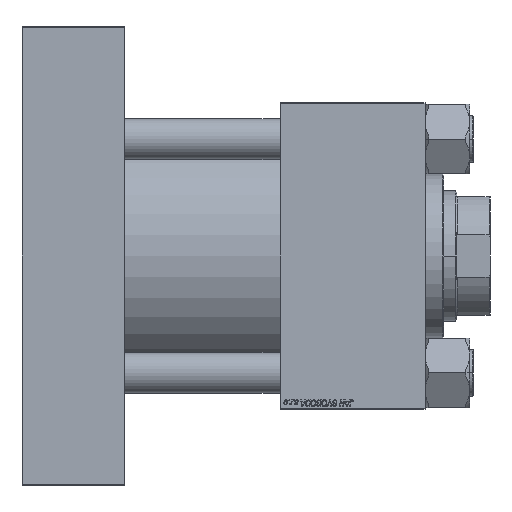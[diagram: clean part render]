
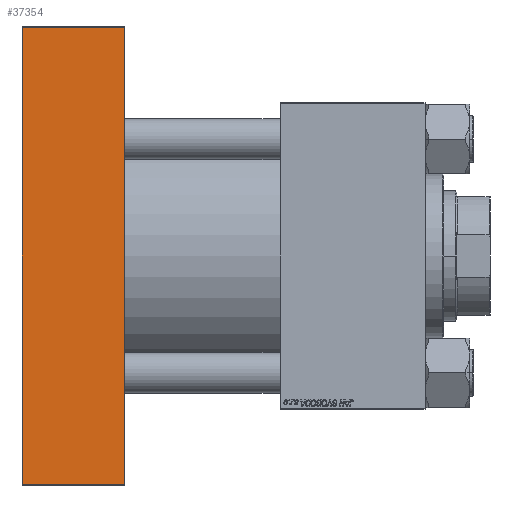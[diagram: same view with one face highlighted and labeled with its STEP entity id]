
A CAD part, front view. The second image highlights one B-rep face of the part: STEP entity #37354.
In plain terms, the highlighted planar face has unit normal (0, -1, 0).
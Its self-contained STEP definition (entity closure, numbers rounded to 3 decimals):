
#1863 = LINE ( 'NONE', #13152, #25120 ) ;
#2745 = VECTOR ( 'NONE', #35481, 1000. ) ;
#3978 = PLANE ( 'NONE',  #32612 ) ;
#4473 = DIRECTION ( 'NONE',  ( 0., 0., 1. ) ) ;
#6969 = LINE ( 'NONE', #49784, #23523 ) ;
#8451 = CARTESIAN_POINT ( 'NONE',  ( 0., -82.5, -123. ) ) ;
#8839 = CARTESIAN_POINT ( 'NONE',  ( 55., -82.5, 123. ) ) ;
#9904 = EDGE_CURVE ( 'NONE', #27583, #44542, #1863, .T. ) ;
#11808 = EDGE_CURVE ( 'NONE', #27969, #44542, #6969, .T. ) ;
#13152 = CARTESIAN_POINT ( 'NONE',  ( 55., -82.5, -123. ) ) ;
#14981 = DIRECTION ( 'NONE',  ( 0., 0., -1. ) ) ;
#15591 = ORIENTED_EDGE ( 'NONE', *, *, #11808, .F. ) ;
#16785 = LINE ( 'NONE', #8839, #2745 ) ;
#22144 = ORIENTED_EDGE ( 'NONE', *, *, #9904, .T. ) ;
#22853 = DIRECTION ( 'NONE',  ( 0., 0., -1. ) ) ;
#23523 = VECTOR ( 'NONE', #22853, 1000. ) ;
#24670 = DIRECTION ( 'NONE',  ( 1., 0., 0. ) ) ;
#25120 = VECTOR ( 'NONE', #24670, 1000. ) ;
#26397 = EDGE_LOOP ( 'NONE', ( #32711, #22144, #15591, #43212 ) ) ;
#27583 = VERTEX_POINT ( 'NONE', #8451 ) ;
#27969 = VERTEX_POINT ( 'NONE', #40531 ) ;
#31905 = DIRECTION ( 'NONE',  ( 0., 1., 0. ) ) ;
#32175 = VECTOR ( 'NONE', #14981, 1000. ) ;
#32612 = AXIS2_PLACEMENT_3D ( 'NONE', #39576, #31905, #4473 ) ;
#32711 = ORIENTED_EDGE ( 'NONE', *, *, #49021, .T. ) ;
#33346 = CARTESIAN_POINT ( 'NONE',  ( 55., -82.5, -123. ) ) ;
#34431 = LINE ( 'NONE', #50090, #32175 ) ;
#35481 = DIRECTION ( 'NONE',  ( -1., 0., 0. ) ) ;
#36939 = FACE_OUTER_BOUND ( 'NONE', #26397, .T. ) ;
#37354 = ADVANCED_FACE ( 'NONE', ( #36939 ), #3978, .F. ) ;
#39576 = CARTESIAN_POINT ( 'NONE',  ( 55., -82.5, 123.5 ) ) ;
#40531 = CARTESIAN_POINT ( 'NONE',  ( 55., -82.5, 123. ) ) ;
#41680 = CARTESIAN_POINT ( 'NONE',  ( 0., -82.5, 123. ) ) ;
#43212 = ORIENTED_EDGE ( 'NONE', *, *, #48722, .T. ) ;
#44282 = VERTEX_POINT ( 'NONE', #41680 ) ;
#44542 = VERTEX_POINT ( 'NONE', #33346 ) ;
#48722 = EDGE_CURVE ( 'NONE', #27969, #44282, #16785, .T. ) ;
#49021 = EDGE_CURVE ( 'NONE', #44282, #27583, #34431, .T. ) ;
#49784 = CARTESIAN_POINT ( 'NONE',  ( 55., -82.5, 123.5 ) ) ;
#50090 = CARTESIAN_POINT ( 'NONE',  ( 0., -82.5, 123.5 ) ) ;
